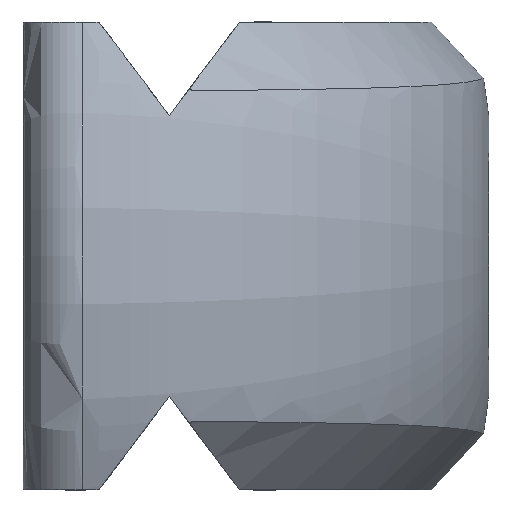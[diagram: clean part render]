
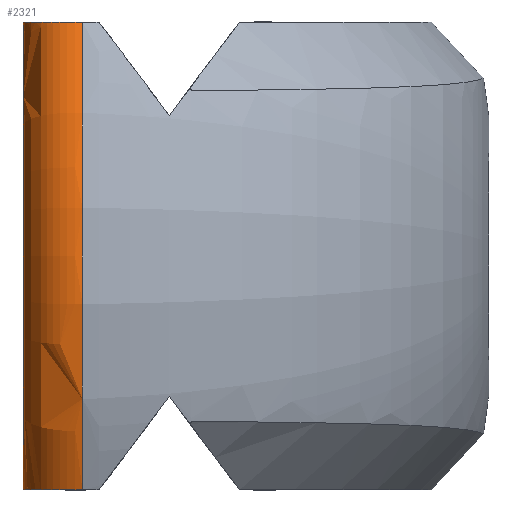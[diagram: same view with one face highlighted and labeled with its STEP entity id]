
A CAD part, left-side view. The second image highlights one B-rep face of the part: STEP entity #2321.
In plain terms, the highlighted toroidal (fillet/blend) face has major radius 5.55 mm and minor radius 0.55 mm.
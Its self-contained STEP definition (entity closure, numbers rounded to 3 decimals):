
#1107 = EDGE_CURVE('',#1108,#1110,#1112,.T.);
#1108 = VERTEX_POINT('',#1109);
#1109 = CARTESIAN_POINT('',(-5.557,-0.634,2.5));
#1110 = VERTEX_POINT('',#1111);
#1111 = CARTESIAN_POINT('',(-4.955,0.,2.5));
#1112 = B_SPLINE_CURVE_WITH_KNOTS('',6,(#1113,#1114,#1115,#1116,#1117,
    #1118,#1119,#1120,#1121,#1122,#1123,#1124,#1125,#1126,#1127,#1128,
    #1129,#1130,#1131,#1132,#1133,#1134),.UNSPECIFIED.,.F.,.F.,(7,5,5,5,
    7),(0.,0.088,0.341,0.595,1.),
  .UNSPECIFIED.);
#1113 = CARTESIAN_POINT('',(-5.557,-0.634,2.5));
#1114 = CARTESIAN_POINT('',(-5.559,-0.62,2.5));
#1115 = CARTESIAN_POINT('',(-5.561,-0.606,2.5));
#1116 = CARTESIAN_POINT('',(-5.563,-0.592,2.5));
#1117 = CARTESIAN_POINT('',(-5.564,-0.578,2.5));
#1118 = CARTESIAN_POINT('',(-5.564,-0.564,2.5));
#1119 = CARTESIAN_POINT('',(-5.564,-0.51,2.5));
#1120 = CARTESIAN_POINT('',(-5.56,-0.469,2.5));
#1121 = CARTESIAN_POINT('',(-5.552,-0.429,2.5));
#1122 = CARTESIAN_POINT('',(-5.541,-0.39,2.5));
#1123 = CARTESIAN_POINT('',(-5.525,-0.352,2.5));
#1124 = CARTESIAN_POINT('',(-5.488,-0.279,2.5));
#1125 = CARTESIAN_POINT('',(-5.465,-0.244,2.5));
#1126 = CARTESIAN_POINT('',(-5.439,-0.211,2.5));
#1127 = CARTESIAN_POINT('',(-5.41,-0.18,2.5));
#1128 = CARTESIAN_POINT('',(-5.379,-0.152,2.5));
#1129 = CARTESIAN_POINT('',(-5.29,-0.085,2.5));
#1130 = CARTESIAN_POINT('',(-5.23,-0.052,2.5));
#1131 = CARTESIAN_POINT('',(-5.164,-0.026,2.5));
#1132 = CARTESIAN_POINT('',(-5.096,-0.009,2.5));
#1133 = CARTESIAN_POINT('',(-5.026,0.,2.5));
#1134 = CARTESIAN_POINT('',(-4.955,0.,2.5));
#1342 = VERTEX_POINT('',#1343);
#1343 = CARTESIAN_POINT('',(-4.955,0.,-2.5));
#1349 = EDGE_CURVE('',#1350,#1342,#1352,.T.);
#1350 = VERTEX_POINT('',#1351);
#1351 = CARTESIAN_POINT('',(-5.557,-0.634,-2.5));
#1352 = B_SPLINE_CURVE_WITH_KNOTS('',6,(#1353,#1354,#1355,#1356,#1357,
    #1358,#1359,#1360,#1361,#1362,#1363,#1364,#1365,#1366,#1367,#1368,
    #1369,#1370,#1371,#1372,#1373,#1374),.UNSPECIFIED.,.F.,.F.,(7,5,5,5,
    7),(0.,0.088,0.341,0.595,1.),
  .UNSPECIFIED.);
#1353 = CARTESIAN_POINT('',(-5.557,-0.634,-2.5));
#1354 = CARTESIAN_POINT('',(-5.559,-0.62,-2.5));
#1355 = CARTESIAN_POINT('',(-5.561,-0.606,-2.5));
#1356 = CARTESIAN_POINT('',(-5.563,-0.592,-2.5));
#1357 = CARTESIAN_POINT('',(-5.564,-0.578,-2.5));
#1358 = CARTESIAN_POINT('',(-5.564,-0.564,-2.5));
#1359 = CARTESIAN_POINT('',(-5.564,-0.51,-2.5));
#1360 = CARTESIAN_POINT('',(-5.56,-0.469,-2.5));
#1361 = CARTESIAN_POINT('',(-5.552,-0.429,-2.5));
#1362 = CARTESIAN_POINT('',(-5.541,-0.39,-2.5));
#1363 = CARTESIAN_POINT('',(-5.525,-0.352,-2.5));
#1364 = CARTESIAN_POINT('',(-5.488,-0.279,-2.5));
#1365 = CARTESIAN_POINT('',(-5.465,-0.244,-2.5));
#1366 = CARTESIAN_POINT('',(-5.439,-0.211,-2.5));
#1367 = CARTESIAN_POINT('',(-5.41,-0.18,-2.5));
#1368 = CARTESIAN_POINT('',(-5.379,-0.152,-2.5));
#1369 = CARTESIAN_POINT('',(-5.29,-0.085,-2.5));
#1370 = CARTESIAN_POINT('',(-5.23,-0.052,-2.5));
#1371 = CARTESIAN_POINT('',(-5.164,-0.026,-2.5));
#1372 = CARTESIAN_POINT('',(-5.096,-0.009,-2.5));
#1373 = CARTESIAN_POINT('',(-5.026,0.,-2.5));
#1374 = CARTESIAN_POINT('',(-4.955,0.,-2.5));
#1712 = EDGE_CURVE('',#1108,#1350,#1713,.T.);
#1713 = CIRCLE('',#1714,6.094);
#1714 = AXIS2_PLACEMENT_3D('',#1715,#1716,#1717);
#1715 = CARTESIAN_POINT('',(0.,-0.634,
    0.));
#1716 = DIRECTION('',(0.,-1.,0.));
#1717 = DIRECTION('',(1.,0.,0.));
#2321 = ADVANCED_FACE('',(#2322),#2334,.T.);
#2322 = FACE_BOUND('',#2323,.T.);
#2323 = EDGE_LOOP('',(#2324,#2325,#2332,#2333));
#2324 = ORIENTED_EDGE('',*,*,#1107,.T.);
#2325 = ORIENTED_EDGE('',*,*,#2326,.T.);
#2326 = EDGE_CURVE('',#1110,#1342,#2327,.T.);
#2327 = CIRCLE('',#2328,5.55);
#2328 = AXIS2_PLACEMENT_3D('',#2329,#2330,#2331);
#2329 = CARTESIAN_POINT('',(0.,0.,
    0.));
#2330 = DIRECTION('',(0.,-1.,0.));
#2331 = DIRECTION('',(1.,0.,0.));
#2332 = ORIENTED_EDGE('',*,*,#1349,.F.);
#2333 = ORIENTED_EDGE('',*,*,#1712,.F.);
#2334 = TOROIDAL_SURFACE('',#2335,5.55,0.55);
#2335 = AXIS2_PLACEMENT_3D('',#2336,#2337,#2338);
#2336 = CARTESIAN_POINT('',(0.,-0.55,0.
    ));
#2337 = DIRECTION('',(0.,1.,0.));
#2338 = DIRECTION('',(1.,0.,0.));
